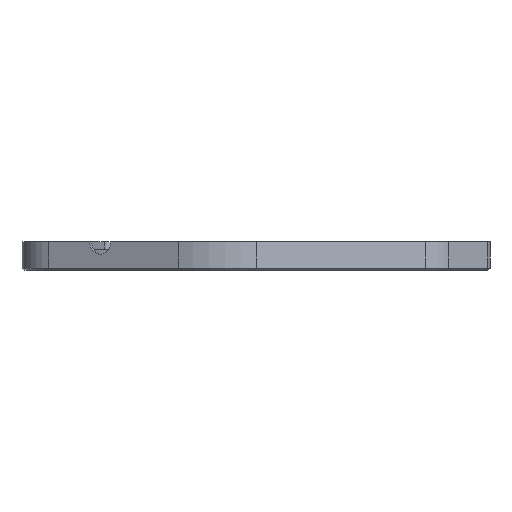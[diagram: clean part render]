
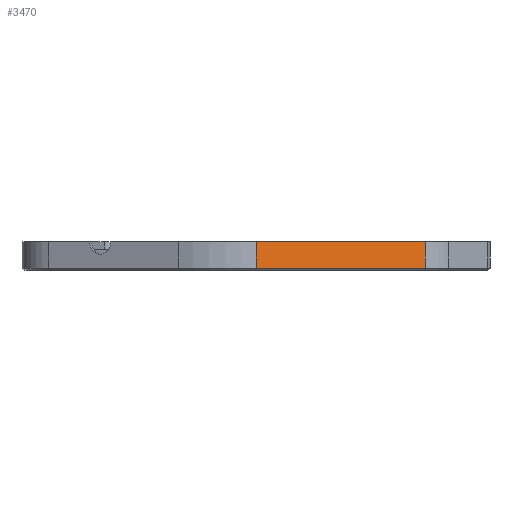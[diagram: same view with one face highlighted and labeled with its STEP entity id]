
A CAD part, left-side view. The second image highlights one B-rep face of the part: STEP entity #3470.
In plain terms, the highlighted planar face has unit normal (-0.958, -0.288, 0).
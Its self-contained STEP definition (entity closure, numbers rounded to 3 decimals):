
#156=PLANE('',#3746);
#358=FACE_OUTER_BOUND('',#571,.T.);
#571=EDGE_LOOP('',(#2618,#2619,#2620,#2621));
#812=LINE('',#5227,#1143);
#840=LINE('',#5569,#1171);
#841=LINE('',#5573,#1172);
#842=LINE('',#5574,#1173);
#1143=VECTOR('',#4232,10.);
#1171=VECTOR('',#4312,10.);
#1172=VECTOR('',#4317,10.);
#1173=VECTOR('',#4318,10.);
#1587=VERTEX_POINT('',#5217);
#1589=VERTEX_POINT('',#5223);
#1617=VERTEX_POINT('',#5568);
#1618=VERTEX_POINT('',#5572);
#1953=EDGE_CURVE('',#1587,#1589,#812,.T.);
#1995=EDGE_CURVE('',#1617,#1589,#840,.T.);
#1997=EDGE_CURVE('',#1618,#1587,#841,.T.);
#1998=EDGE_CURVE('',#1617,#1618,#842,.T.);
#2618=ORIENTED_EDGE('',*,*,#1953,.F.);
#2619=ORIENTED_EDGE('',*,*,#1997,.F.);
#2620=ORIENTED_EDGE('',*,*,#1998,.F.);
#2621=ORIENTED_EDGE('',*,*,#1995,.T.);
#3470=ADVANCED_FACE('',(#358),#156,.T.);
#3746=AXIS2_PLACEMENT_3D('',#5571,#4315,#4316);
#4232=DIRECTION('',(-0.288,0.958,0.));
#4312=DIRECTION('',(0.,0.,-1.));
#4315=DIRECTION('center_axis',(-0.958,-0.288,0.));
#4316=DIRECTION('ref_axis',(-0.288,0.958,0.));
#4317=DIRECTION('',(0.,0.,-1.));
#4318=DIRECTION('',(0.288,-0.958,0.));
#5217=CARTESIAN_POINT('',(-14.174,16.767,-6.75));
#5223=CARTESIAN_POINT('',(-26.994,59.354,-6.75));
#5227=CARTESIAN_POINT('',(-17.071,26.388,-6.75));
#5568=CARTESIAN_POINT('',(-26.994,59.354,0.));
#5569=CARTESIAN_POINT('',(-26.994,59.354,0.));
#5571=CARTESIAN_POINT('Origin',(-14.174,16.767,0.));
#5572=CARTESIAN_POINT('',(-14.174,16.767,0.));
#5573=CARTESIAN_POINT('',(-14.174,16.767,0.));
#5574=CARTESIAN_POINT('',(-26.994,59.354,0.));
